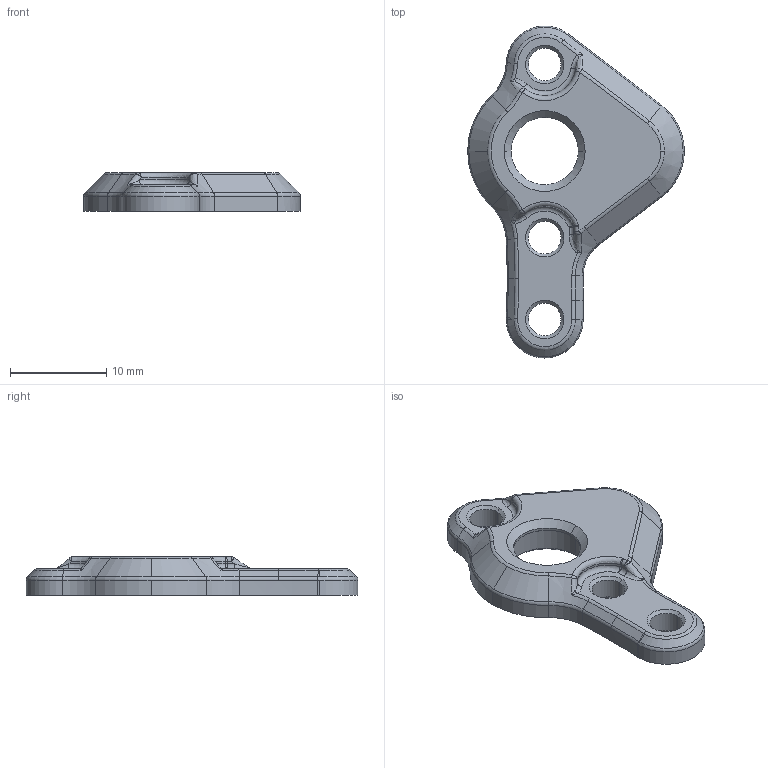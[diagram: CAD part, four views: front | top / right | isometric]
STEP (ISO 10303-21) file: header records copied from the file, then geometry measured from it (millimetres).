
FILE_DESCRIPTION (( 'STEP AP214' ), '1' );
FILE_NAME ('Sherpa_micro_fixed_idler_housing_front_k.STEP', '2023-03-24T18:52:26', ( '' ), ( '' ), 'SwSTEP 2.0', 'SolidWorks 2021', '' );
FILE_SCHEMA (( 'AUTOMOTIVE_DESIGN' ));
Length unit declared in the file: millimetre
Products named in the file (1): Sherpa_micro_fixed_idler_housing_front_k
Bounding box: 22.5 x 34.5 x 4 mm (x, y, z)
Volume: 1158.9 mm3; surface area: 1174.3 mm2
Topology: 1 solids, 1 shells, 130 faces, 296 edges, 160 vertices
Faces by surface type: cylinder 36, cone 34, torus 28, bspline 14, plane 13, sphere 5
Entity records: 3866 total; most frequent: CARTESIAN_POINT 961, DIRECTION 661, ORIENTED_EDGE 574, EDGE_CURVE 287, AXIS2_PLACEMENT_3D 286, CIRCLE 169, VERTEX_POINT 160, EDGE_LOOP 139
